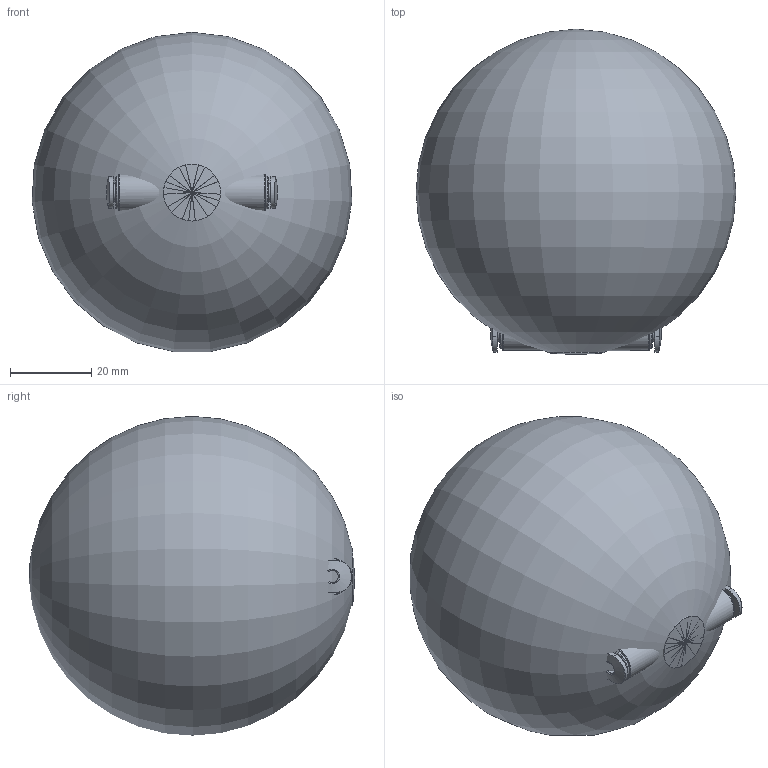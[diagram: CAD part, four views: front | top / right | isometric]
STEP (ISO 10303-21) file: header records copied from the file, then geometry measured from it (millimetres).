
FILE_DESCRIPTION(/* description */ ('STEP AP214'),/* implementation_level */ '2;1');
FILE_NAME(/* name */ '193971_GRO-QS-3',/* time_stamp */ '2024-08-28T22:22:20+02:00',/* author */ ('License CC BY-ND 4.0'),/* organization */ ('CADENAS'),/* preprocessor_version */ 'ST-DEVELOPER v19.3',/* originating_system */ 'PARTsolutions',/* authorisation */ ' ');
FILE_SCHEMA (('AUTOMOTIVE_DESIGN {1 0 10303 214 3 1 1}'));
Length unit declared in the file: millimetre
Products named in the file (1): 193971 GRO-QS-3
Bounding box: 78.54 x 79.99 x 78.41 mm (x, y, z)
Volume: 251810.3 mm3; surface area: 23170.1 mm2
Topology: 1 solids, 1 shells, 147 faces, 385 edges, 250 vertices
Faces by surface type: cylinder 69, plane 48, cone 18, torus 11, sphere 1
Full cylindrical faces by diameter (mm): 1 x1, 3 x2, 4.3 x2, 4.4 x2, 7 x2, 8 x2, 8.5 x1, 9 x2, 10 x1, 13 x1, 14 x1
Entity records: 5516 total; most frequent: CARTESIAN_POINT 1035, DIRECTION 712, ORIENTED_EDGE 686, EDGE_CURVE 343, AXIS2_PLACEMENT_3D 297, VERTEX_POINT 240, FACE_BOUND 195, EDGE_LOOP 194
